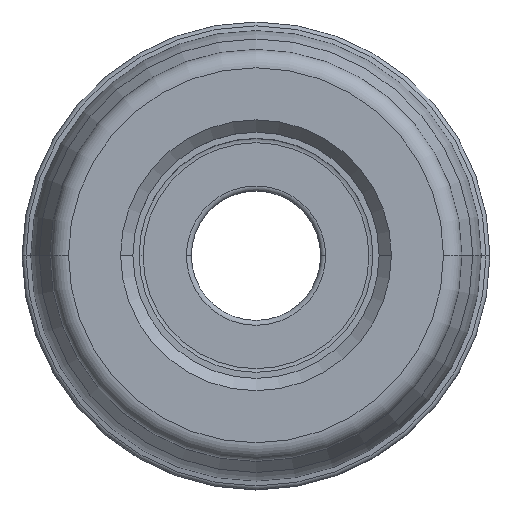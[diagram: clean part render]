
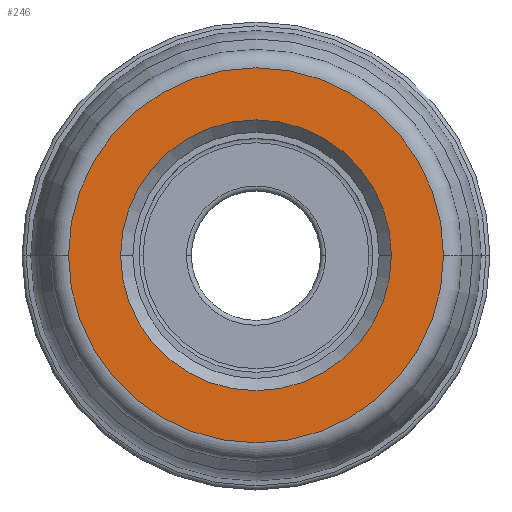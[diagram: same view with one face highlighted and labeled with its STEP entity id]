
A CAD part, top view. The second image highlights one B-rep face of the part: STEP entity #246.
In plain terms, the highlighted planar face has unit normal (0, 0, 1).
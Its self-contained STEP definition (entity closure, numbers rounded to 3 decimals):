
#44=PLANE('',#2479);
#52=FACE_BOUND('',#630,.T.);
#53=FACE_BOUND('',#631,.T.);
#246=ADVANCED_FACE('',(#52,#53),#44,.T.);
#630=EDGE_LOOP('',(#1102,#1103));
#631=EDGE_LOOP('',(#1104,#1105));
#1102=ORIENTED_EDGE('',*,*,#1577,.F.);
#1103=ORIENTED_EDGE('',*,*,#1575,.F.);
#1104=ORIENTED_EDGE('',*,*,#1580,.F.);
#1105=ORIENTED_EDGE('',*,*,#1581,.F.);
#1326=VERTEX_POINT('',#4806);
#1327=VERTEX_POINT('',#4808);
#1328=VERTEX_POINT('',#4818);
#1329=VERTEX_POINT('',#4819);
#1575=EDGE_CURVE('',#1326,#1327,#1915,.T.);
#1577=EDGE_CURVE('',#1327,#1326,#1917,.T.);
#1580=EDGE_CURVE('',#1328,#1329,#1920,.T.);
#1581=EDGE_CURVE('',#1329,#1328,#1921,.T.);
#1915=CIRCLE('',#2468,15.27);
#1917=CIRCLE('',#2471,15.27);
#1920=CIRCLE('',#2477,11.025);
#1921=CIRCLE('',#2478,11.025);
#2468=AXIS2_PLACEMENT_3D('',#4807,#3023,#3024);
#2471=AXIS2_PLACEMENT_3D('',#4811,#3029,#3030);
#2477=AXIS2_PLACEMENT_3D('',#4817,#3041,#3042);
#2478=AXIS2_PLACEMENT_3D('',#4820,#3043,#3044);
#2479=AXIS2_PLACEMENT_3D('',#4821,#3045,#3046);
#3023=DIRECTION('',(0.,0.,-1.));
#3024=DIRECTION('',(1.,0.,0.));
#3029=DIRECTION('',(0.,0.,-1.));
#3030=DIRECTION('',(-1.,0.,0.));
#3041=DIRECTION('',(0.,0.,1.));
#3042=DIRECTION('',(1.,0.,0.));
#3043=DIRECTION('',(0.,0.,1.));
#3044=DIRECTION('',(-1.,0.,0.));
#3045=DIRECTION('',(0.,0.,1.));
#3046=DIRECTION('',(1.,0.,0.));
#4806=CARTESIAN_POINT('',(15.27,0.,0.));
#4807=CARTESIAN_POINT('',(0.,0.,0.));
#4808=CARTESIAN_POINT('',(-15.27,0.,0.));
#4811=CARTESIAN_POINT('',(0.,0.,0.));
#4817=CARTESIAN_POINT('',(0.,0.,0.));
#4818=CARTESIAN_POINT('',(11.025,0.,0.));
#4819=CARTESIAN_POINT('',(-11.025,0.,0.));
#4820=CARTESIAN_POINT('',(0.,0.,0.));
#4821=CARTESIAN_POINT('',(0.,0.,0.));
